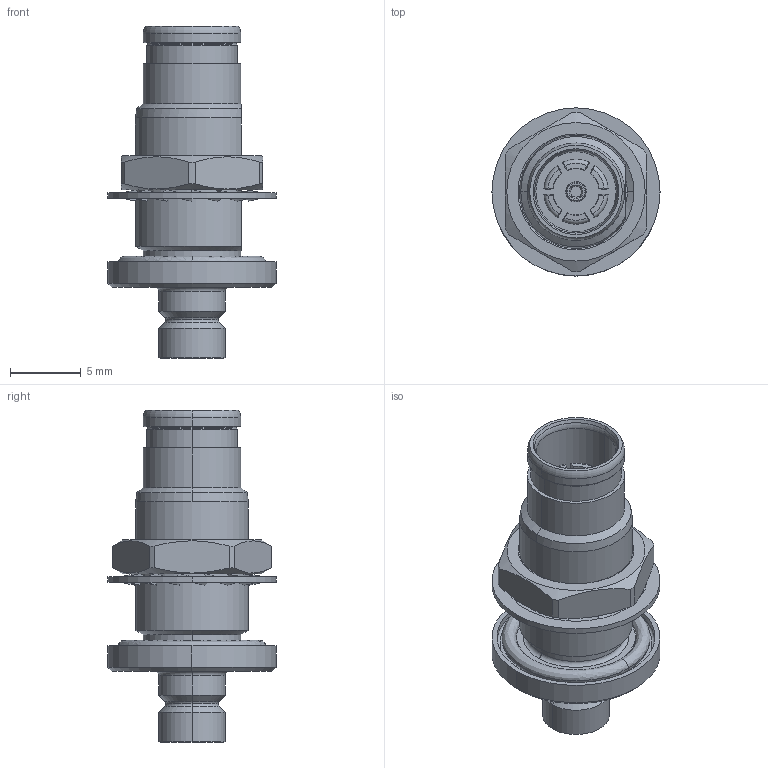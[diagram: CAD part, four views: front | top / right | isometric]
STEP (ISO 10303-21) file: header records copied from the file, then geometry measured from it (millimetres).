
FILE_DESCRIPTION (( 'STEP AP214' ), '1' );
FILE_NAME ('J01481A0006.STEP', '2019-10-15T12:58:26', ( '' ), ( '' ), 'SwSTEP 2.0', 'SolidWorks 2018', '' );
FILE_SCHEMA (( 'AUTOMOTIVE_DESIGN' ));
Length unit declared in the file: millimetre
Products named in the file (1): J01481A0006
Bounding box: 11.9 x 11.9 x 23.5 mm (x, y, z)
Volume: 1003.5 mm3; surface area: 1294.6 mm2
Topology: 3 solids, 3 shells, 314 faces, 791 edges, 501 vertices
Faces by surface type: plane 81, cylinder 69, cone 64, torus 54, bspline 46
Entity records: 13768 total; most frequent: CARTESIAN_POINT 3137, ORIENTED_EDGE 1582, DIRECTION 1375, EDGE_CURVE 791, AXIS2_PLACEMENT_3D 525, VERTEX_POINT 501, EDGE_LOOP 338, LINE 325
